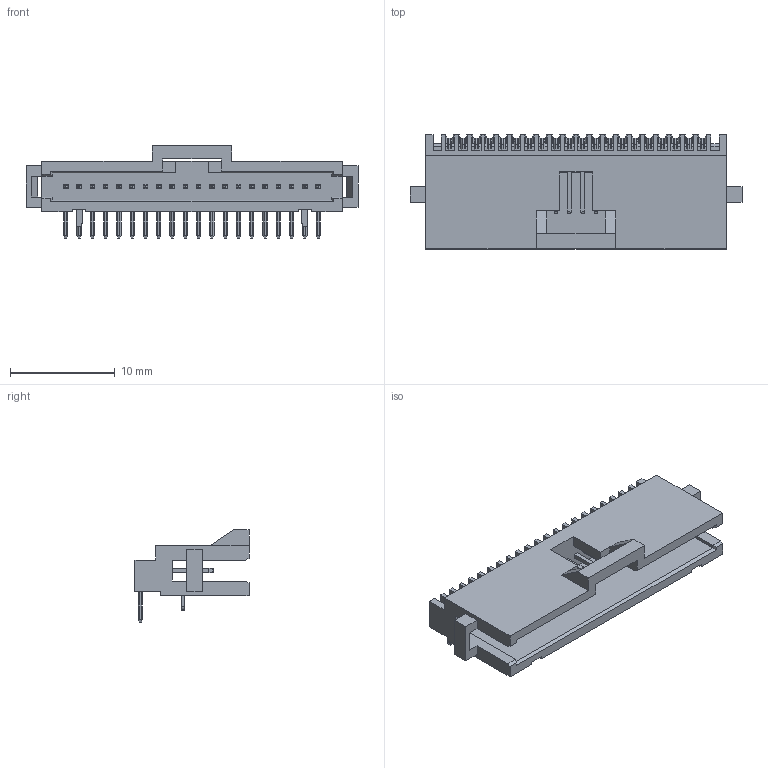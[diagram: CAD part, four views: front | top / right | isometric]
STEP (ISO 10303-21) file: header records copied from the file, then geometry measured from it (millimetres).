
FILE_DESCRIPTION( ('This file contains a STEP AP42 implementation' ,'as created by ZW3D STEP Interface translator.') ,'2;1' );
FILE_NAME( '3135-XXRXXBK00X4.stp' ,'231123. 91157', (''), ('ZWCAD Software Co.'), 'Version 1.0', 'ZW3D to STEP translator', '' );
FILE_SCHEMA(('AUTOMOTIVE_DESIGN { 1 0 10303 214 1 1 1 1 }'));
Length unit declared in the file: millimetre
Products named in the file (2): 0; 3135-20RXXBK00T4
Bounding box: 31.73 x 10.9 x 8.84 mm (x, y, z)
Volume: 801.7 mm3; surface area: 2008.8 mm2
Topology: 1 solids, 1 shells, 1699 faces, 4982 edges, 3219 vertices
Faces by surface type: plane 1369, cylinder 166, bspline 84, cone 80
Entity records: 67053 total; most frequent: CARTESIAN_POINT 24913, ORIENTED_EDGE 9964, DIRECTION 6186, EDGE_CURVE 4982, VERTEX_POINT 3219, VECTOR 2450, LINE 2450, B_SPLINE_CURVE_WITH_KNOTS 2280
